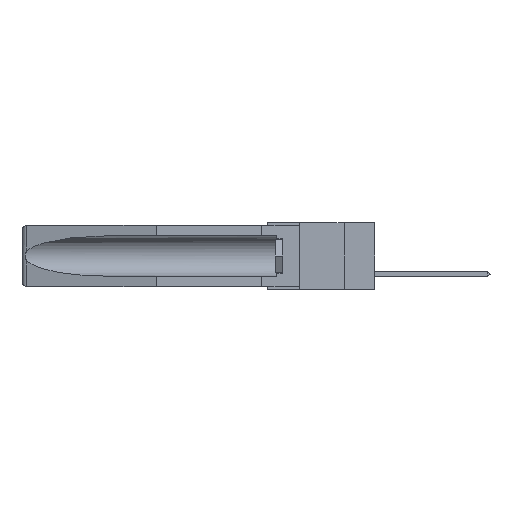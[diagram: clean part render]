
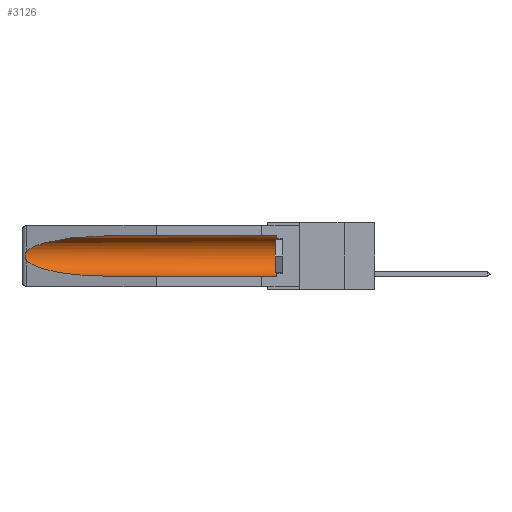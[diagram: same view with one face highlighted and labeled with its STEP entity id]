
A CAD part, left-side view. The second image highlights one B-rep face of the part: STEP entity #3126.
In plain terms, the highlighted cylindrical face has radius 2.857 mm (diameter 5.715 mm), a partial arc.
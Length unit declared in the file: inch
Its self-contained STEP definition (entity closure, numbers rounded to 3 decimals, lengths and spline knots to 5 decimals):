
#115 = EDGE_CURVE ( 'NONE', #14385, #11142, #2598, .T. ) ;
#258 = VERTEX_POINT ( 'NONE', #20837 ) ;
#512 = CARTESIAN_POINT ( 'NONE',  ( 0.155, -0.30754, -0.059 ) ) ;
#682 = CARTESIAN_POINT ( 'NONE',  ( 0.155, -0.30754, -0.1715 ) ) ;
#770 = ORIENTED_EDGE ( 'NONE', *, *, #18695, .T. ) ;
#1045 = ORIENTED_EDGE ( 'NONE', *, *, #23859, .T. ) ;
#1903 = CARTESIAN_POINT ( 'NONE',  ( 0.26537, 1.52718, -0.19328 ) ) ;
#2598 = LINE ( 'NONE', #512, #20420 ) ;
#2761 = CARTESIAN_POINT ( 'NONE',  ( 0.21114, 1.30732, -0.059 ) ) ;
#3126 = ADVANCED_FACE ( 'NONE', ( #3130 ), #9576, .F. ) ;
#3130 = FACE_OUTER_BOUND ( 'NONE', #26444, .T. ) ;
#3475 = DIRECTION ( 'NONE',  ( 0., 1., 0. ) ) ;
#6592 = CIRCLE ( 'NONE', #26064, 0.1125 ) ;
#6873 = CARTESIAN_POINT ( 'NONE',  ( 0.2673, 1.53269, -0.17917 ) ) ;
#7519 = CARTESIAN_POINT ( 'NONE',  ( 0.155, 0.126, -0.1715 ) ) ;
#8034 = VERTEX_POINT ( 'NONE', #30774 ) ;
#8939 = CARTESIAN_POINT ( 'NONE',  ( 0.155, 0.126, -0.059 ) ) ;
#9152 = CARTESIAN_POINT ( 'NONE',  ( 0.155, 1.07973, -0.284 ) ) ;
#9576 = CYLINDRICAL_SURFACE ( 'NONE', #20862, 0.1125 ) ;
#9853 = CARTESIAN_POINT ( 'NONE',  ( 0.155, 1.07973, -0.059 ) ) ;
#9981 = CARTESIAN_POINT ( 'NONE',  ( 0.155, -0.30754, -0.284 ) ) ;
#11113 = ORIENTED_EDGE ( 'NONE', *, *, #25165, .T. ) ;
#11142 = VERTEX_POINT ( 'NONE', #28089 ) ;
#11529 = CARTESIAN_POINT ( 'NONE',  ( 0.26654, 1.53092, -0.15636 ) ) ;
#12549 = B_SPLINE_CURVE_WITH_KNOTS ( 'NONE', 3,
 ( #22679, #21287, #11529, #13985, #26309, #28743, #6873, #16390, #19160, #1903 ),
 .UNSPECIFIED., .F., .F.,
 ( 4, 2, 2, 2, 4 ),
 ( 0., 0.00029, 0.00058, 0.00087, 0.00117 ),
 .UNSPECIFIED. ) ;
#12551 = DIRECTION ( 'NONE',  ( 0., 0., 1. ) ) ;
#12736 = DIRECTION ( 'NONE',  ( 0., -1., 0. ) ) ;
#13675 = EDGE_CURVE ( 'NONE', #22632, #8034, #18907, .T. ) ;
#13985 = CARTESIAN_POINT ( 'NONE',  ( 0.2673, 1.5327, -0.16383 ) ) ;
#14385 = VERTEX_POINT ( 'NONE', #8939 ) ;
#15405 = CARTESIAN_POINT ( 'NONE',  ( 0.155, 0.126, -0.284 ) ) ;
#16390 = CARTESIAN_POINT ( 'NONE',  ( 0.26655, 1.53094, -0.18657 ) ) ;
#16600 = VECTOR ( 'NONE', #28988, 39.37008 ) ;
#16621 =( BOUNDED_CURVE ( )  B_SPLINE_CURVE ( 3, ( #20932, #18612, #28309, #9152 ),
 .UNSPECIFIED., .F., .F. ) 
 B_SPLINE_CURVE_WITH_KNOTS ( ( 4, 4 ),
 ( 0.1948, 1.5708 ),
 .UNSPECIFIED. ) 
 CURVE ( )  GEOMETRIC_REPRESENTATION_ITEM ( )  RATIONAL_B_SPLINE_CURVE ( ( 1., 0.848, 0.848, 1. ) ) 
 REPRESENTATION_ITEM ( '' )  );
#17062 = CARTESIAN_POINT ( 'NONE',  ( 0.25451, 1.48313, -0.09465 ) ) ;
#18612 = CARTESIAN_POINT ( 'NONE',  ( 0.25451, 1.48313, -0.24835 ) ) ;
#18695 = EDGE_CURVE ( 'NONE', #11142, #20431, #28429, .T. ) ;
#18907 = LINE ( 'NONE', #9981, #16600 ) ;
#19160 = CARTESIAN_POINT ( 'NONE',  ( 0.26597, 1.5296, -0.19026 ) ) ;
#20420 = VECTOR ( 'NONE', #3475, 39.37008 ) ;
#20431 = VERTEX_POINT ( 'NONE', #21612 ) ;
#20837 = CARTESIAN_POINT ( 'NONE',  ( 0.26537, 1.52718, -0.19328 ) ) ;
#20862 = AXIS2_PLACEMENT_3D ( 'NONE', #682, #22314, #12551 ) ;
#20932 = CARTESIAN_POINT ( 'NONE',  ( 0.26537, 1.52718, -0.19328 ) ) ;
#21287 = CARTESIAN_POINT ( 'NONE',  ( 0.26597, 1.52961, -0.15275 ) ) ;
#21612 = CARTESIAN_POINT ( 'NONE',  ( 0.26537, 1.52718, -0.14972 ) ) ;
#22166 = ORIENTED_EDGE ( 'NONE', *, *, #24925, .T. ) ;
#22314 = DIRECTION ( 'NONE',  ( 0., 1., 0. ) ) ;
#22632 = VERTEX_POINT ( 'NONE', #15405 ) ;
#22679 = CARTESIAN_POINT ( 'NONE',  ( 0.26537, 1.52718, -0.14972 ) ) ;
#23859 = EDGE_CURVE ( 'NONE', #258, #8034, #16621, .T. ) ;
#24925 = EDGE_CURVE ( 'NONE', #22632, #14385, #6592, .T. ) ;
#25165 = EDGE_CURVE ( 'NONE', #20431, #258, #12549, .T. ) ;
#26064 = AXIS2_PLACEMENT_3D ( 'NONE', #7519, #12736, #27072 ) ;
#26309 = CARTESIAN_POINT ( 'NONE',  ( 0.2675, 1.53308, -0.16763 ) ) ;
#26444 = EDGE_LOOP ( 'NONE', ( #770, #11113, #1045, #28131, #22166, #30505 ) ) ;
#26753 = CARTESIAN_POINT ( 'NONE',  ( 0.26537, 1.52718, -0.14972 ) ) ;
#27072 = DIRECTION ( 'NONE',  ( 0., 0., 1. ) ) ;
#28089 = CARTESIAN_POINT ( 'NONE',  ( 0.155, 1.07973, -0.059 ) ) ;
#28131 = ORIENTED_EDGE ( 'NONE', *, *, #13675, .F. ) ;
#28309 = CARTESIAN_POINT ( 'NONE',  ( 0.21114, 1.30732, -0.284 ) ) ;
#28429 =( BOUNDED_CURVE ( )  B_SPLINE_CURVE ( 3, ( #9853, #2761, #17062, #26753 ),
 .UNSPECIFIED., .F., .F. ) 
 B_SPLINE_CURVE_WITH_KNOTS ( ( 4, 4 ),
 ( 4.71239, 6.08839 ),
 .UNSPECIFIED. ) 
 CURVE ( )  GEOMETRIC_REPRESENTATION_ITEM ( )  RATIONAL_B_SPLINE_CURVE ( ( 1., 0.848, 0.848, 1. ) ) 
 REPRESENTATION_ITEM ( '' )  );
#28743 = CARTESIAN_POINT ( 'NONE',  ( 0.2675, 1.53308, -0.17534 ) ) ;
#28988 = DIRECTION ( 'NONE',  ( 0., 1., 0. ) ) ;
#30505 = ORIENTED_EDGE ( 'NONE', *, *, #115, .T. ) ;
#30774 = CARTESIAN_POINT ( 'NONE',  ( 0.155, 1.07973, -0.284 ) ) ;
